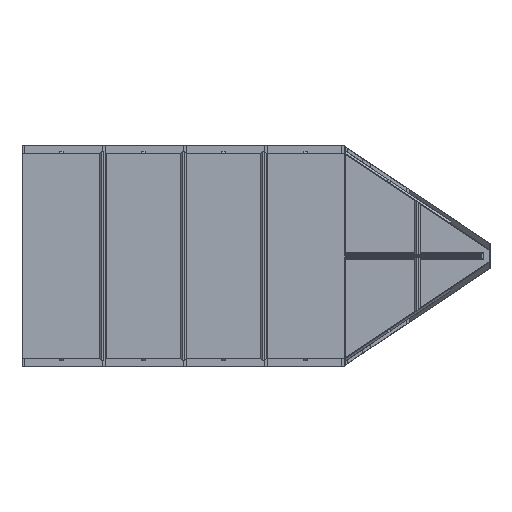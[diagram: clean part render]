
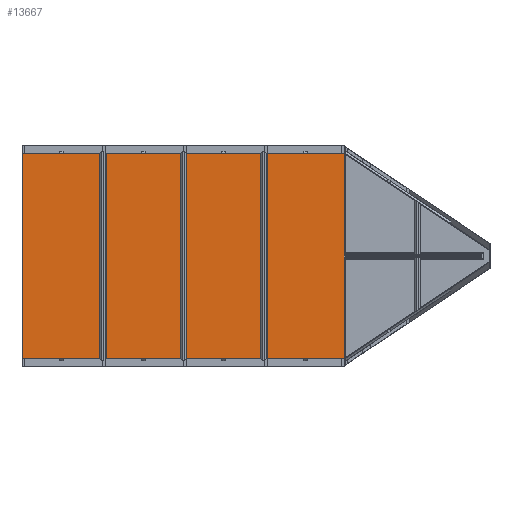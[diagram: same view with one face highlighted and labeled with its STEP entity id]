
A CAD part, front view. The second image highlights one B-rep face of the part: STEP entity #13667.
In plain terms, the highlighted planar face has unit normal (0, -1, 0).
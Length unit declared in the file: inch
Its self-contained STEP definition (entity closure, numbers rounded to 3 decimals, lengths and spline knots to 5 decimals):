
#2 = VECTOR ( 'NONE', #21363, 39.37008 ) ;
#315 = CARTESIAN_POINT ( 'NONE',  ( 80.75, -0.25, 0. ) ) ;
#570 = DIRECTION ( 'NONE',  ( 0., 0., -1. ) ) ;
#609 = VERTEX_POINT ( 'NONE', #2357 ) ;
#1967 = EDGE_CURVE ( 'NONE', #2016, #23392, #18536, .T. ) ;
#2016 = VERTEX_POINT ( 'NONE', #7459 ) ;
#2357 = CARTESIAN_POINT ( 'NONE',  ( -80.75, -0.25, -51.55 ) ) ;
#3417 = ORIENTED_EDGE ( 'NONE', *, *, #20162, .F. ) ;
#3814 = VERTEX_POINT ( 'NONE', #18163 ) ;
#4675 = ORIENTED_EDGE ( 'NONE', *, *, #24725, .F. ) ;
#6302 = VECTOR ( 'NONE', #18280, 39.37008 ) ;
#7267 = PLANE ( 'NONE',  #19769 ) ;
#7459 = CARTESIAN_POINT ( 'NONE',  ( -80.75, -0.25, 51.55 ) ) ;
#7644 = EDGE_CURVE ( 'NONE', #3814, #609, #9915, .T. ) ;
#7871 = DIRECTION ( 'NONE',  ( 0., -1., 0. ) ) ;
#7990 = DIRECTION ( 'NONE',  ( 0., 0., -1. ) ) ;
#8634 = CARTESIAN_POINT ( 'NONE',  ( -80.75, -0.25, 0. ) ) ;
#8715 = CARTESIAN_POINT ( 'NONE',  ( 0., -0.25, 51.55 ) ) ;
#9412 = CARTESIAN_POINT ( 'NONE',  ( 0., -0.25, -51.55 ) ) ;
#9915 = LINE ( 'NONE', #9412, #2 ) ;
#10846 = ORIENTED_EDGE ( 'NONE', *, *, #7644, .F. ) ;
#11805 = LINE ( 'NONE', #315, #23691 ) ;
#13037 = VECTOR ( 'NONE', #18693, 39.37008 ) ;
#13667 = ADVANCED_FACE ( 'NONE', ( #24488 ), #7267, .T. ) ;
#16561 = EDGE_LOOP ( 'NONE', ( #3417, #20893, #4675, #10846 ) ) ;
#18163 = CARTESIAN_POINT ( 'NONE',  ( 80.75, -0.25, -51.55 ) ) ;
#18280 = DIRECTION ( 'NONE',  ( 1., 0., 0. ) ) ;
#18536 = LINE ( 'NONE', #8715, #6302 ) ;
#18693 = DIRECTION ( 'NONE',  ( 0., 0., 1. ) ) ;
#19769 = AXIS2_PLACEMENT_3D ( 'NONE', #24857, #7871, #7990 ) ;
#20070 = LINE ( 'NONE', #8634, #13037 ) ;
#20162 = EDGE_CURVE ( 'NONE', #23392, #3814, #11805, .T. ) ;
#20893 = ORIENTED_EDGE ( 'NONE', *, *, #1967, .F. ) ;
#21363 = DIRECTION ( 'NONE',  ( -1., 0., 0. ) ) ;
#22604 = CARTESIAN_POINT ( 'NONE',  ( 80.75, -0.25, 51.55 ) ) ;
#23392 = VERTEX_POINT ( 'NONE', #22604 ) ;
#23691 = VECTOR ( 'NONE', #570, 39.37008 ) ;
#24488 = FACE_OUTER_BOUND ( 'NONE', #16561, .T. ) ;
#24725 = EDGE_CURVE ( 'NONE', #609, #2016, #20070, .T. ) ;
#24857 = CARTESIAN_POINT ( 'NONE',  ( 0., -0.25, 0. ) ) ;
